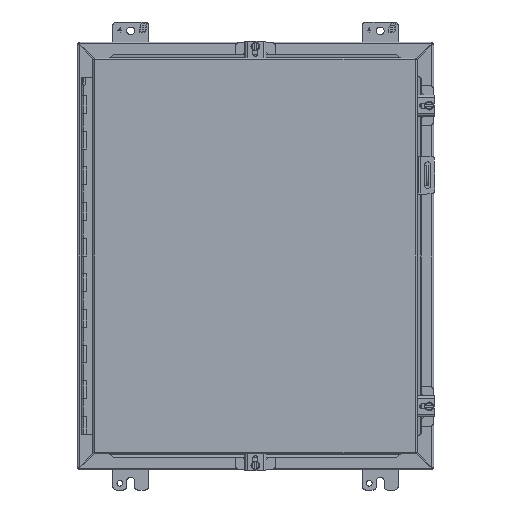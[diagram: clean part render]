
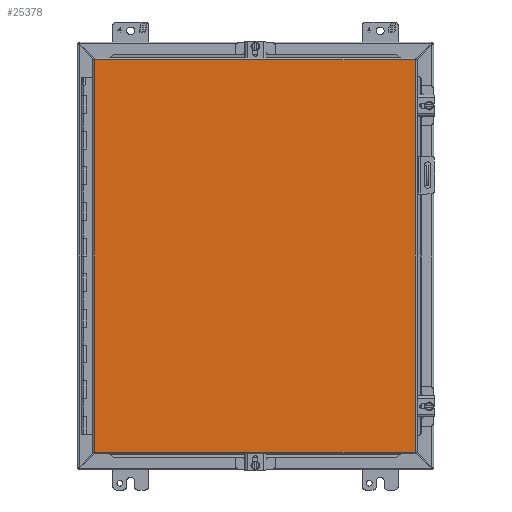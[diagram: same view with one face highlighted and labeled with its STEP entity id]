
A CAD part, front view. The second image highlights one B-rep face of the part: STEP entity #25378.
In plain terms, the highlighted planar face has unit normal (0, -1, 0).
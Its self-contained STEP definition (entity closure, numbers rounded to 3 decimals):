
#1035 = ORIENTED_EDGE ( 'NONE', *, *, #44486, .F. ) ;
#2635 = CARTESIAN_POINT ( 'NONE',  ( 8.955, -11.21, 10.995 ) ) ;
#4837 = ORIENTED_EDGE ( 'NONE', *, *, #48484, .F. ) ;
#4869 = CARTESIAN_POINT ( 'NONE',  ( -9.017, -11.21, -10.995 ) ) ;
#5304 = VECTOR ( 'NONE', #31635, 39.37 ) ;
#5527 = VERTEX_POINT ( 'NONE', #16459 ) ;
#5633 = LINE ( 'NONE', #6618, #7184 ) ;
#6618 = CARTESIAN_POINT ( 'NONE',  ( -9.017, -11.21, 10.994 ) ) ;
#7184 = VECTOR ( 'NONE', #17075, 39.37 ) ;
#9914 = EDGE_LOOP ( 'NONE', ( #37940, #49722, #1035, #4837 ) ) ;
#11992 = VERTEX_POINT ( 'NONE', #2635 ) ;
#12502 = PLANE ( 'NONE',  #48017 ) ;
#12553 = CARTESIAN_POINT ( 'NONE',  ( 8.955, -11.21, 10.994 ) ) ;
#15985 = EDGE_CURVE ( 'NONE', #11992, #37319, #39477, .T. ) ;
#16296 = DIRECTION ( 'NONE',  ( 0., 0., 1. ) ) ;
#16459 = CARTESIAN_POINT ( 'NONE',  ( -9.017, -11.21, 10.995 ) ) ;
#17075 = DIRECTION ( 'NONE',  ( 1., 0., 0. ) ) ;
#20936 = EDGE_CURVE ( 'NONE', #5527, #11992, #5633, .T. ) ;
#21645 = DIRECTION ( 'NONE',  ( -1., 0., 0. ) ) ;
#23353 = VERTEX_POINT ( 'NONE', #31549 ) ;
#23938 = DIRECTION ( 'NONE',  ( 0., 0., -1. ) ) ;
#25378 = ADVANCED_FACE ( 'NONE', ( #31829 ), #12502, .T. ) ;
#26183 = CARTESIAN_POINT ( 'NONE',  ( 8.955, -11.21, -10.995 ) ) ;
#31549 = CARTESIAN_POINT ( 'NONE',  ( -9.017, -11.21, -10.995 ) ) ;
#31635 = DIRECTION ( 'NONE',  ( 0., 0., -1. ) ) ;
#31829 = FACE_OUTER_BOUND ( 'NONE', #9914, .T. ) ;
#32367 = VECTOR ( 'NONE', #21645, 39.37 ) ;
#35438 = VECTOR ( 'NONE', #16296, 39.37 ) ;
#37319 = VERTEX_POINT ( 'NONE', #39095 ) ;
#37940 = ORIENTED_EDGE ( 'NONE', *, *, #15985, .F. ) ;
#39095 = CARTESIAN_POINT ( 'NONE',  ( 8.955, -11.21, -10.995 ) ) ;
#39477 = LINE ( 'NONE', #12553, #5304 ) ;
#43498 = DIRECTION ( 'NONE',  ( 0., -1., 0. ) ) ;
#43993 = CARTESIAN_POINT ( 'NONE',  ( -9.017, -11.21, -10.995 ) ) ;
#44486 = EDGE_CURVE ( 'NONE', #23353, #5527, #47524, .T. ) ;
#45487 = LINE ( 'NONE', #26183, #32367 ) ;
#47524 = LINE ( 'NONE', #4869, #35438 ) ;
#48017 = AXIS2_PLACEMENT_3D ( 'NONE', #43993, #43498, #23938 ) ;
#48484 = EDGE_CURVE ( 'NONE', #37319, #23353, #45487, .T. ) ;
#49722 = ORIENTED_EDGE ( 'NONE', *, *, #20936, .F. ) ;
